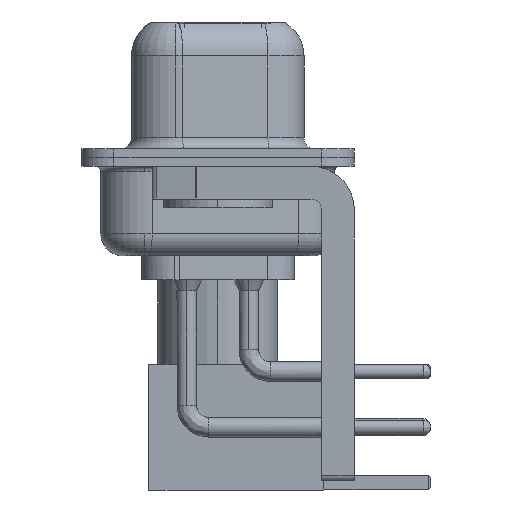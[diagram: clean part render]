
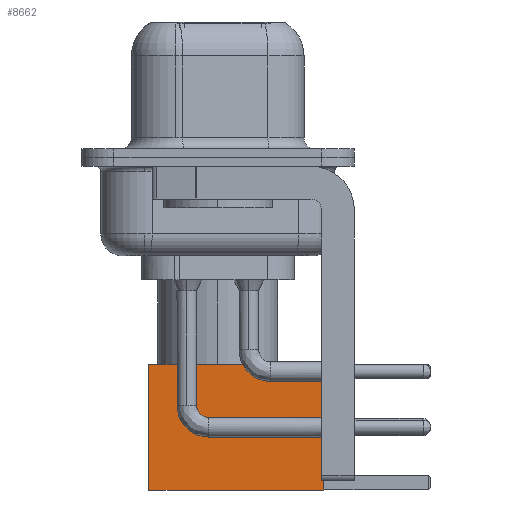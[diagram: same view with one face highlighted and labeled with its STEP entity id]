
A CAD part, left-side view. The second image highlights one B-rep face of the part: STEP entity #8662.
In plain terms, the highlighted face is planar.
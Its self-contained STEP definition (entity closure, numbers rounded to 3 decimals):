
#351 = VECTOR ( 'NONE', #17564, 1000. ) ;
#751 = PLANE ( 'NONE',  #22144 ) ;
#1229 = DIRECTION ( 'NONE',  ( 0., 0., 1. ) ) ;
#1247 = EDGE_CURVE ( 'NONE', #20149, #11662, #6688, .T. ) ;
#1514 = CARTESIAN_POINT ( 'NONE',  ( -2.875, 2.875, 0. ) ) ;
#1737 = DIRECTION ( 'NONE',  ( 0., 0., -1. ) ) ;
#2042 = VERTEX_POINT ( 'NONE', #6378 ) ;
#2278 = VECTOR ( 'NONE', #5339, 1000. ) ;
#2433 = EDGE_CURVE ( 'NONE', #22472, #2042, #12832, .T. ) ;
#2574 = VECTOR ( 'NONE', #6660, 1000. ) ;
#5089 = CARTESIAN_POINT ( 'NONE',  ( 0., 2.875, 0. ) ) ;
#5339 = DIRECTION ( 'NONE',  ( 0., 0., -1. ) ) ;
#6378 = CARTESIAN_POINT ( 'NONE',  ( 2.875, 2.875, 0. ) ) ;
#6660 = DIRECTION ( 'NONE',  ( -1., 0., 0. ) ) ;
#6688 = LINE ( 'NONE', #16014, #2278 ) ;
#7915 = EDGE_CURVE ( 'NONE', #22472, #20149, #14427, .T. ) ;
#8087 = EDGE_LOOP ( 'NONE', ( #21822, #15927, #14569, #13143 ) ) ;
#8344 = FACE_OUTER_BOUND ( 'NONE', #8087, .T. ) ;
#8662 = ADVANCED_FACE ( 'NONE', ( #8344 ), #751, .T. ) ;
#9366 = CARTESIAN_POINT ( 'NONE',  ( 2.875, 2.875, 0. ) ) ;
#10156 = CARTESIAN_POINT ( 'NONE',  ( 2.875, 2.875, 0. ) ) ;
#11662 = VERTEX_POINT ( 'NONE', #1514 ) ;
#12698 = EDGE_CURVE ( 'NONE', #2042, #11662, #21405, .T. ) ;
#12711 = VECTOR ( 'NONE', #1737, 1000. ) ;
#12832 = LINE ( 'NONE', #9366, #12711 ) ;
#13143 = ORIENTED_EDGE ( 'NONE', *, *, #7915, .F. ) ;
#14427 = LINE ( 'NONE', #15754, #2574 ) ;
#14569 = ORIENTED_EDGE ( 'NONE', *, *, #1247, .F. ) ;
#15536 = DIRECTION ( 'NONE',  ( 0., 1., 0. ) ) ;
#15754 = CARTESIAN_POINT ( 'NONE',  ( 0., 2.875, 8. ) ) ;
#15927 = ORIENTED_EDGE ( 'NONE', *, *, #12698, .T. ) ;
#16014 = CARTESIAN_POINT ( 'NONE',  ( -2.875, 2.875, 0. ) ) ;
#17100 = CARTESIAN_POINT ( 'NONE',  ( 2.875, 2.875, 8. ) ) ;
#17564 = DIRECTION ( 'NONE',  ( -1., 0., 0. ) ) ;
#20149 = VERTEX_POINT ( 'NONE', #22672 ) ;
#21405 = LINE ( 'NONE', #5089, #351 ) ;
#21822 = ORIENTED_EDGE ( 'NONE', *, *, #2433, .T. ) ;
#22144 = AXIS2_PLACEMENT_3D ( 'NONE', #10156, #15536, #1229 ) ;
#22472 = VERTEX_POINT ( 'NONE', #17100 ) ;
#22672 = CARTESIAN_POINT ( 'NONE',  ( -2.875, 2.875, 8. ) ) ;
